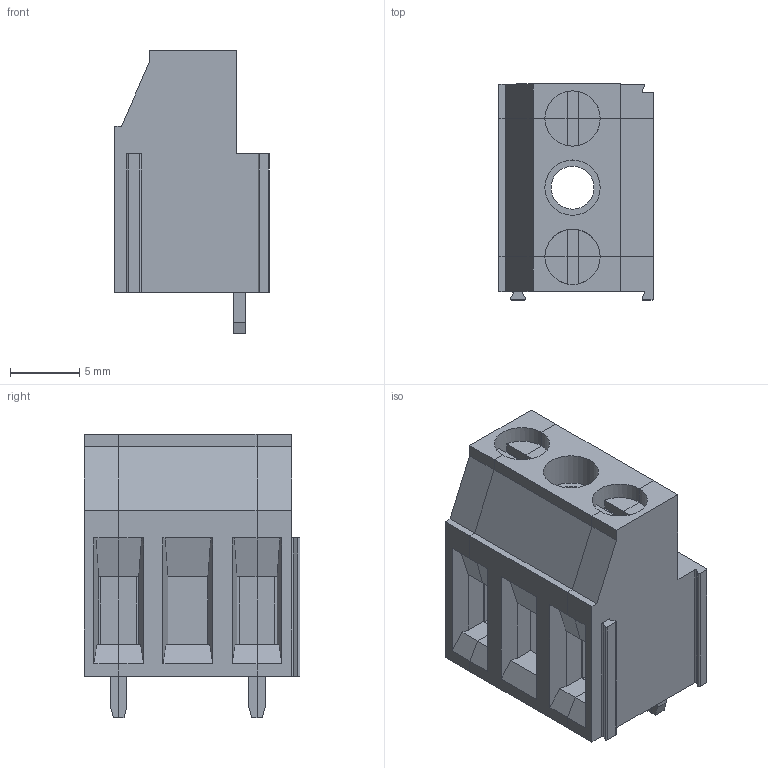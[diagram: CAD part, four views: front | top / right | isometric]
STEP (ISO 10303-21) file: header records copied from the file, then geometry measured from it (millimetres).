
FILE_DESCRIPTION( ( 'Unknown' ), '1' );
FILE_NAME( '691252810002.stp', 'Unknown', ( 'Unknown' ), ( 'Unknown' ), 'PSStep 17.0.49', 'Unknown', ' ' );
FILE_SCHEMA( ( 'AUTOMOTIVE_DESIGN { 1 0 10303 214 1 1 1 1 }' ) );
Length unit declared in the file: millimetre
Products named in the file (4): Assem1; MRT4P10_DX; MRT4P10_SX; MRT4P10_CNT
Assembly tree (3 placements, depth 2):
  Assem1
    MRT4P10_DX
    MRT4P10_SX
    MRT4P10_CNT
Bounding box: 11.2 x 15.6 x 20.5 mm (x, y, z)
Volume: 1840.2 mm3; surface area: 2347.6 mm2
Topology: 3 solids, 3 shells, 187 faces, 532 edges, 353 vertices
Faces by surface type: plane 168, cylinder 19
Full cylindrical faces by diameter (mm): 3.1 x1, 4 x1
Entity records: 7547 total; most frequent: CARTESIAN_POINT 1072, ORIENTED_EDGE 1058, DIRECTION 957, EDGE_CURVE 529, LINE 483, VECTOR 483, VERTEX_POINT 352, AXIS2_PLACEMENT_3D 237
